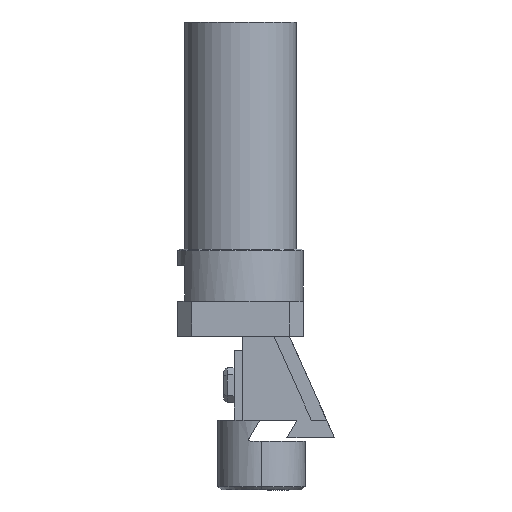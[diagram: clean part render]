
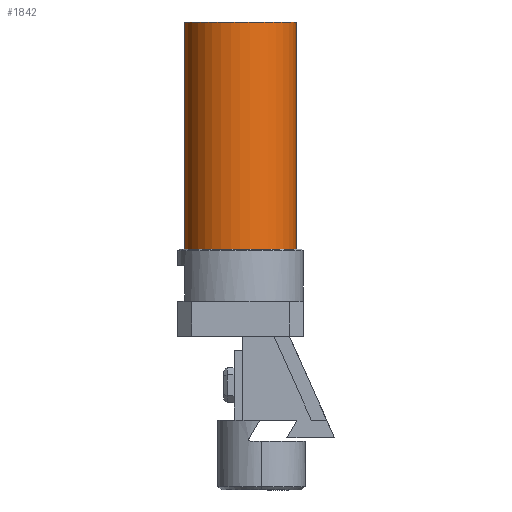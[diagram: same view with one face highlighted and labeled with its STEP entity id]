
A CAD part, front view. The second image highlights one B-rep face of the part: STEP entity #1842.
In plain terms, the highlighted cylindrical face has radius 16 mm (diameter 32 mm), a partial arc.
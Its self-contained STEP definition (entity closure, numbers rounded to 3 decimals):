
#1778=AXIS2_PLACEMENT_3D('Circle Axis2P3D',#1776,#1777,$) ;
#1829=AXIS2_PLACEMENT_3D('Cylinder Axis2P3D',#1826,#1827,#1828) ;
#1833=AXIS2_PLACEMENT_3D('Circle Axis2P3D',#1831,#1832,$) ;
#1776=CARTESIAN_POINT('Axis2P3D Location',(0.,0.,25.)) ;
#1780=CARTESIAN_POINT('Vertex',(-16.,0.,25.)) ;
#1782=CARTESIAN_POINT('Vertex',(16.,0.,25.)) ;
#1800=CARTESIAN_POINT('Line Origine',(-16.,0.,45.)) ;
#1804=CARTESIAN_POINT('Vertex',(-16.,0.,90.)) ;
#1811=CARTESIAN_POINT('Vertex',(16.,0.,90.)) ;
#1814=CARTESIAN_POINT('Line Origine',(16.,0.,45.)) ;
#1826=CARTESIAN_POINT('Axis2P3D Location',(0.,0.,45.)) ;
#1831=CARTESIAN_POINT('Axis2P3D Location',(0.,0.,90.)) ;
#1777=DIRECTION('Axis2P3D Direction',(0.,0.,1.)) ;
#1801=DIRECTION('Vector Direction',(0.,0.,1.)) ;
#1815=DIRECTION('Vector Direction',(0.,0.,1.)) ;
#1827=DIRECTION('Axis2P3D Direction',(0.,0.,1.)) ;
#1828=DIRECTION('Axis2P3D XDirection',(-1.,0.,0.)) ;
#1832=DIRECTION('Axis2P3D Direction',(0.,0.,1.)) ;
#1802=VECTOR('Line Direction',#1801,1.) ;
#1816=VECTOR('Line Direction',#1815,1.) ;
#1837=ORIENTED_EDGE('',*,*,#1818,.T.) ;
#1838=ORIENTED_EDGE('',*,*,#1835,.F.) ;
#1839=ORIENTED_EDGE('',*,*,#1806,.F.) ;
#1840=ORIENTED_EDGE('',*,*,#1784,.T.) ;
#1842=ADVANCED_FACE('01_SCR01_\X2\4E38578B30AD30E330D330B930E930A430C930593063307D3093672C4F53\X0\',(#1841),#1830,.T.) ;
#1779=CIRCLE('generated circle',#1778,16.) ;
#1834=CIRCLE('generated circle',#1833,16.) ;
#1830=CYLINDRICAL_SURFACE('generated cylinder',#1829,16.) ;
#1784=EDGE_CURVE('',#1781,#1783,#1779,.T.) ;
#1806=EDGE_CURVE('',#1781,#1805,#1803,.T.) ;
#1818=EDGE_CURVE('',#1783,#1812,#1817,.T.) ;
#1835=EDGE_CURVE('',#1805,#1812,#1834,.T.) ;
#1836=EDGE_LOOP('',(#1837,#1838,#1839,#1840)) ;
#1841=FACE_OUTER_BOUND('',#1836,.T.) ;
#1803=LINE('Line',#1800,#1802) ;
#1817=LINE('Line',#1814,#1816) ;
#1781=VERTEX_POINT('',#1780) ;
#1783=VERTEX_POINT('',#1782) ;
#1805=VERTEX_POINT('',#1804) ;
#1812=VERTEX_POINT('',#1811) ;
